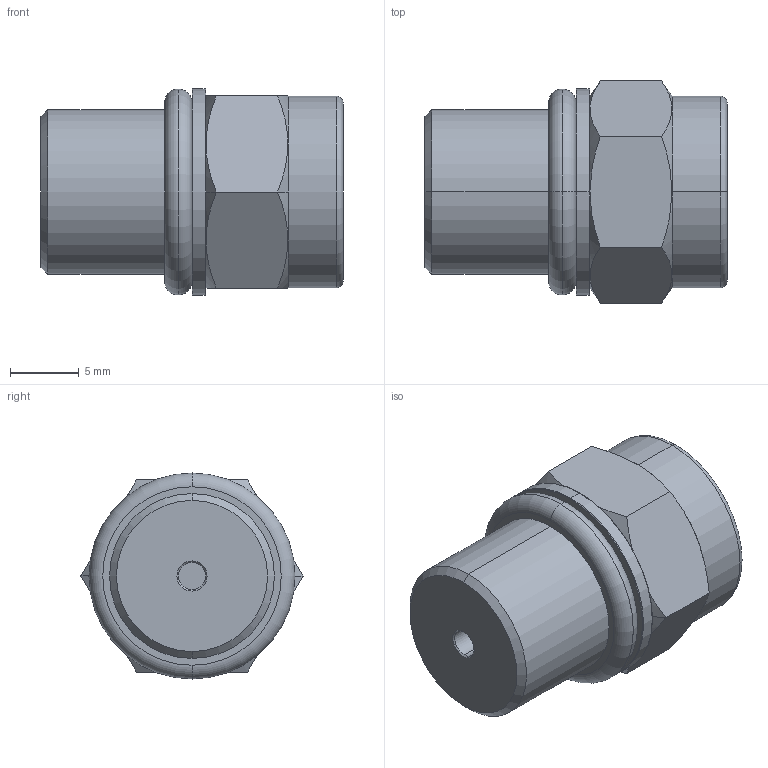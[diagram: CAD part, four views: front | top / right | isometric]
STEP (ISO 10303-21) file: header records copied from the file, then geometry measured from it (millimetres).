
FILE_DESCRIPTION (( 'STEP AP203' ), '1' );
FILE_NAME ('MET. 1040.STEP', '2013-05-09T08:34:39', ( '' ), ( '' ), 'SwSTEP 2.0', 'SolidWorks 2013', '' );
FILE_SCHEMA (( 'CONFIG_CONTROL_DESIGN' ));
Length unit declared in the file: millimetre
Products named in the file (1): MET. 1040
Bounding box: 22 x 16.17 x 15 mm (x, y, z)
Volume: 3116.4 mm3; surface area: 1452.8 mm2
Topology: 1 solids, 1 shells, 46 faces, 96 edges, 58 vertices
Faces by surface type: cylinder 14, plane 14, torus 10, cone 8
Entity records: 1401 total; most frequent: CARTESIAN_POINT 317, DIRECTION 234, ORIENTED_EDGE 192, AXIS2_PLACEMENT_3D 103, EDGE_CURVE 96, VERTEX_POINT 58, CIRCLE 56, EDGE_LOOP 52
